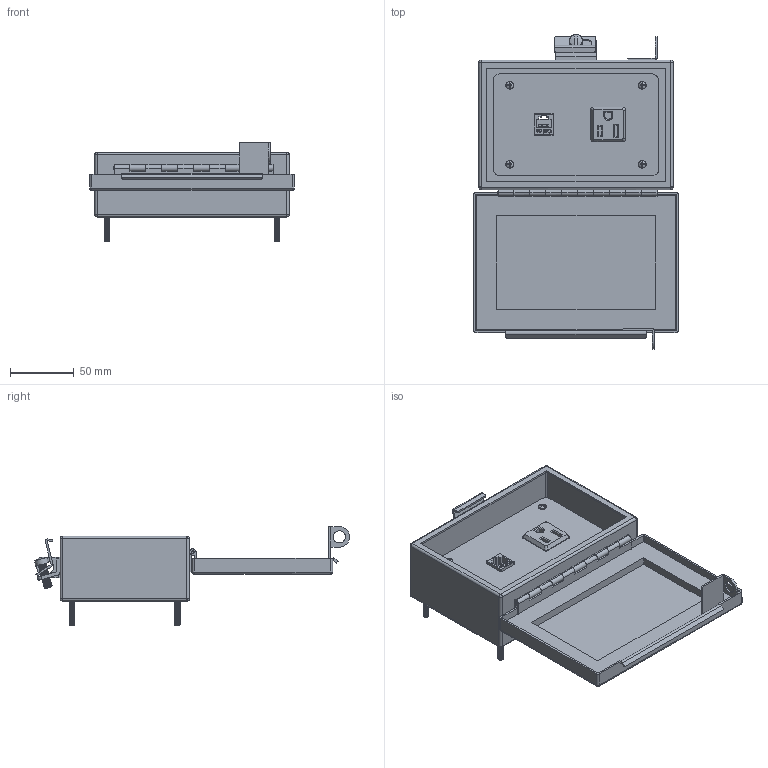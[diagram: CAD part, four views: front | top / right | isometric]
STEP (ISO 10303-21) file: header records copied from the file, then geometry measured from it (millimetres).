
FILE_DESCRIPTION (( 'STEP AP214' ), '1' );
FILE_NAME ('P-R2-M5R0_3D.STEP', '2017-10-27T17:47:49', ( '' ), ( '' ), 'SwSTEP 2.0', 'SolidWorks 2017', '' );
FILE_SCHEMA (( 'AUTOMOTIVE_DESIGN' ));
Length unit declared in the file: millimetre
Products named in the file (11): P-R2-M5R0_TP; P-R2-M5R0_BP; P-R2-M5R0_3D; 92005A124_METRIC PAN HEAD PHILLIPS MACHINE SCREW_92005A124; H-X-M5_B; R; Z-200-R0SQ; R2; Z-300-RJ45CAT5; P-R2-M5R0_FP; 90272A106_ZINC-PLTD STL PAN HEAD PHILLIPS MACHINE SCREW_90272A106
Assembly tree (15 placements, depth 3):
  P-R2-M5R0_3D
    P-R2-M5R0_BP
    P-R2-M5R0_TP
    90272A106_ZINC-PLTD STL PAN HEAD PHILLIPS MACHINE SCREW_90272A106  x3
    P-R2-M5R0_FP
    R2
      Z-300-RJ45CAT5
    R
      Z-200-R0SQ
    H-X-M5_B
    92005A124_METRIC PAN HEAD PHILLIPS MACHINE SCREW_92005A124  x4
Bounding box: 160.82 x 247.16 x 77.34 mm (x, y, z)
Volume: 222247.8 mm3; surface area: 204675.9 mm2
Topology: 17 solids, 17 shells, 1942 faces, 5536 edges, 3668 vertices
Faces by surface type: cylinder 954, plane 668, bspline 191, cone 64, sphere 37, torus 28
Entity records: 96171 total; most frequent: CARTESIAN_POINT 63227, ORIENTED_EDGE 6710, DIRECTION 4723, EDGE_CURVE 3355, VERTEX_POINT 2227, VECTOR 1933, LINE 1933, AXIS2_PLACEMENT_3D 1395
